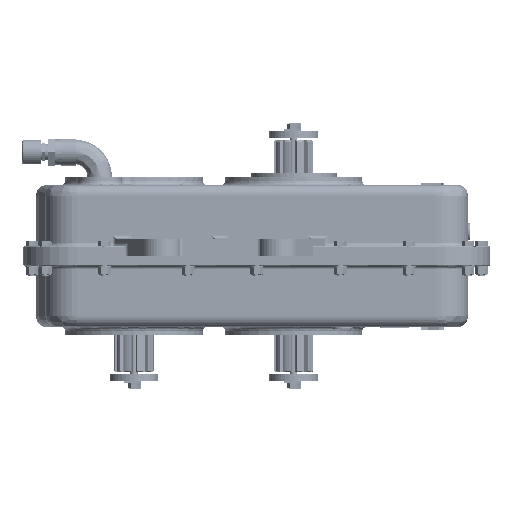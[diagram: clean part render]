
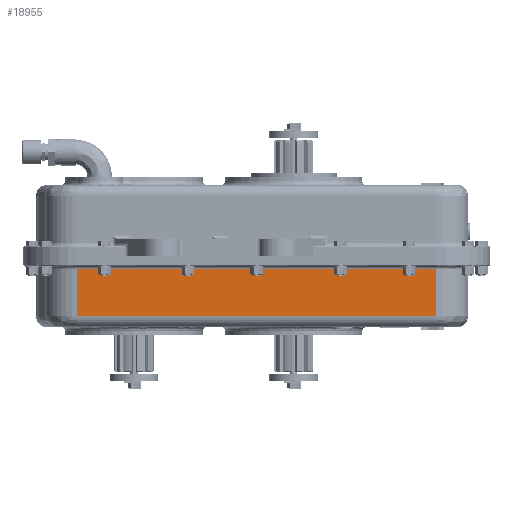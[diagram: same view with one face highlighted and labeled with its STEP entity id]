
A CAD part, left-side view. The second image highlights one B-rep face of the part: STEP entity #18955.
In plain terms, the highlighted planar face has unit normal (-1, 0, 0).
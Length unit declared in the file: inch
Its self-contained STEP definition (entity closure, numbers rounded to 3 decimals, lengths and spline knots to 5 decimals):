
#3292 = EDGE_CURVE ( 'NONE', #119612, #107111, #47245, .T. ) ;
#8686 = CARTESIAN_POINT ( 'NONE',  ( -5.88, -15.37, -3.62 ) ) ;
#16301 = DIRECTION ( 'NONE',  ( 0., 0., -1. ) ) ;
#16664 = CARTESIAN_POINT ( 'NONE',  ( -5.88, 2.88, -0.68 ) ) ;
#18334 = LINE ( 'NONE', #53520, #65155 ) ;
#18955 = ADVANCED_FACE ( 'NONE', ( #89774 ), #96786, .T. ) ;
#21402 = VECTOR ( 'NONE', #43488, 39.37008 ) ;
#26148 = VECTOR ( 'NONE', #37223, 39.37008 ) ;
#27305 = LINE ( 'NONE', #34045, #21402 ) ;
#33571 = EDGE_LOOP ( 'NONE', ( #109166, #74015, #66062, #41124 ) ) ;
#34045 = CARTESIAN_POINT ( 'NONE',  ( -5.88, -15.43085, -3.06 ) ) ;
#35061 = CARTESIAN_POINT ( 'NONE',  ( -5.88, -15.37, -0.68 ) ) ;
#37223 = DIRECTION ( 'NONE',  ( 0., 0., -1. ) ) ;
#41124 = ORIENTED_EDGE ( 'NONE', *, *, #3292, .T. ) ;
#41363 = CARTESIAN_POINT ( 'NONE',  ( -5.88, 2.88, -0.68 ) ) ;
#43488 = DIRECTION ( 'NONE',  ( 0., 1., 0. ) ) ;
#47245 = LINE ( 'NONE', #41363, #75006 ) ;
#49149 = CARTESIAN_POINT ( 'NONE',  ( -5.88, 2.88, -3.06 ) ) ;
#50096 = DIRECTION ( 'NONE',  ( -1., 0., 0. ) ) ;
#50751 = DIRECTION ( 'NONE',  ( 0., 1., 0. ) ) ;
#53520 = CARTESIAN_POINT ( 'NONE',  ( -5.88, 2.88, -3.62 ) ) ;
#59061 = CARTESIAN_POINT ( 'NONE',  ( -5.88, 2.88, -3.62 ) ) ;
#65155 = VECTOR ( 'NONE', #16301, 39.37008 ) ;
#66062 = ORIENTED_EDGE ( 'NONE', *, *, #86928, .F. ) ;
#74015 = ORIENTED_EDGE ( 'NONE', *, *, #88528, .F. ) ;
#75006 = VECTOR ( 'NONE', #50751, 39.37008 ) ;
#80259 = VERTEX_POINT ( 'NONE', #49149 ) ;
#86928 = EDGE_CURVE ( 'NONE', #119612, #93414, #100834, .T. ) ;
#88528 = EDGE_CURVE ( 'NONE', #93414, #80259, #27305, .T. ) ;
#89089 = EDGE_CURVE ( 'NONE', #107111, #80259, #18334, .T. ) ;
#89774 = FACE_OUTER_BOUND ( 'NONE', #33571, .T. ) ;
#93414 = VERTEX_POINT ( 'NONE', #118222 ) ;
#96786 = PLANE ( 'NONE',  #120749 ) ;
#100834 = LINE ( 'NONE', #8686, #26148 ) ;
#107111 = VERTEX_POINT ( 'NONE', #16664 ) ;
#109166 = ORIENTED_EDGE ( 'NONE', *, *, #89089, .T. ) ;
#115625 = DIRECTION ( 'NONE',  ( 0., 0., 1. ) ) ;
#118222 = CARTESIAN_POINT ( 'NONE',  ( -5.88, -15.37, -3.06 ) ) ;
#119612 = VERTEX_POINT ( 'NONE', #35061 ) ;
#120749 = AXIS2_PLACEMENT_3D ( 'NONE', #59061, #50096, #115625 ) ;
